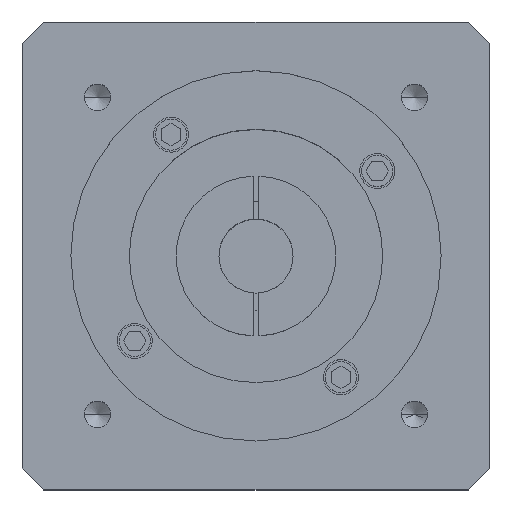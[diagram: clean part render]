
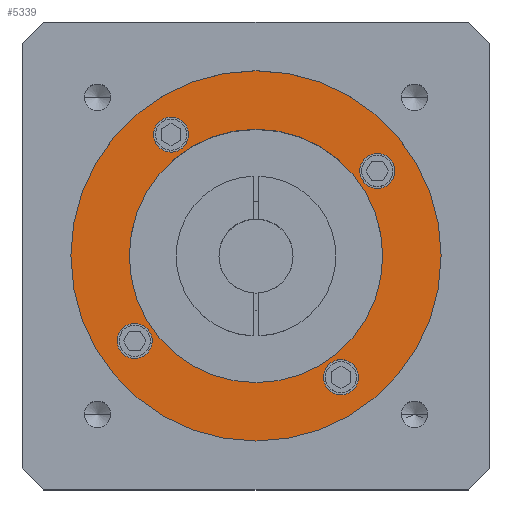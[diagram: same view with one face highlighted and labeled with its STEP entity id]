
A CAD part, top view. The second image highlights one B-rep face of the part: STEP entity #5339.
In plain terms, the highlighted planar face has unit normal (0, 0, 1).
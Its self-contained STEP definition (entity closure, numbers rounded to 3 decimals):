
#37 = CARTESIAN_POINT ( 'NONE',  ( 0., 0., 110.5 ) ) ;
#53 = EDGE_CURVE ( 'NONE', #10977, #6012, #2457, .T. ) ;
#437 = DIRECTION ( 'NONE',  ( 1., 0., 0. ) ) ;
#523 = DIRECTION ( 'NONE',  ( 0., 0., 1. ) ) ;
#524 = AXIS2_PLACEMENT_3D ( 'NONE', #1760, #523, #2757 ) ;
#654 = CARTESIAN_POINT ( 'NONE',  ( 0., 0., 110.5 ) ) ;
#787 = VERTEX_POINT ( 'NONE', #9889 ) ;
#901 = CARTESIAN_POINT ( 'NONE',  ( -32.5, 0., 110.5 ) ) ;
#926 = CARTESIAN_POINT ( 'NONE',  ( 21.796, -31.128, 110.5 ) ) ;
#933 = DIRECTION ( 'NONE',  ( 0., 0., 1. ) ) ;
#1112 = FACE_BOUND ( 'NONE', #4574, .T. ) ;
#1121 = EDGE_LOOP ( 'NONE', ( #8056, #5669 ) ) ;
#1249 = CARTESIAN_POINT ( 'NONE',  ( 17.296, -31.128, 110.5 ) ) ;
#1250 = CIRCLE ( 'NONE', #3937, 4.5 ) ;
#1285 = CIRCLE ( 'NONE', #8887, 4.5 ) ;
#1452 = ORIENTED_EDGE ( 'NONE', *, *, #1628, .F. ) ;
#1469 = ORIENTED_EDGE ( 'NONE', *, *, #53, .F. ) ;
#1494 = DIRECTION ( 'NONE',  ( 1., 0., 0. ) ) ;
#1578 = DIRECTION ( 'NONE',  ( 0., 0., 1. ) ) ;
#1628 = EDGE_CURVE ( 'NONE', #11021, #9172, #8994, .T. ) ;
#1760 = CARTESIAN_POINT ( 'NONE',  ( 31.128, 21.796, 110.5 ) ) ;
#1783 = DIRECTION ( 'NONE',  ( 1., 0., 0. ) ) ;
#1837 = EDGE_LOOP ( 'NONE', ( #9681, #9627 ) ) ;
#1852 = EDGE_LOOP ( 'NONE', ( #7739, #7551 ) ) ;
#1876 = CARTESIAN_POINT ( 'NONE',  ( 0., 0., 110.5 ) ) ;
#2026 = CARTESIAN_POINT ( 'NONE',  ( -21.796, 31.128, 110.5 ) ) ;
#2105 = DIRECTION ( 'NONE',  ( 0., 0., 1. ) ) ;
#2167 = EDGE_CURVE ( 'NONE', #2772, #2904, #4546, .T. ) ;
#2241 = DIRECTION ( 'NONE',  ( 0., 0., 1. ) ) ;
#2264 = DIRECTION ( 'NONE',  ( 0., 0., 1. ) ) ;
#2348 = EDGE_CURVE ( 'NONE', #787, #3737, #4671, .T. ) ;
#2457 = CIRCLE ( 'NONE', #6278, 4.5 ) ;
#2463 = EDGE_CURVE ( 'NONE', #6332, #3513, #1285, .T. ) ;
#2528 = AXIS2_PLACEMENT_3D ( 'NONE', #10758, #5615, #437 ) ;
#2628 = EDGE_CURVE ( 'NONE', #5999, #3816, #3454, .T. ) ;
#2633 = CIRCLE ( 'NONE', #5126, 32.5 ) ;
#2738 = AXIS2_PLACEMENT_3D ( 'NONE', #9016, #2105, #8144 ) ;
#2757 = DIRECTION ( 'NONE',  ( 1., 0., 0. ) ) ;
#2758 = DIRECTION ( 'NONE',  ( 1., 0., 0. ) ) ;
#2772 = VERTEX_POINT ( 'NONE', #5888 ) ;
#2883 = EDGE_CURVE ( 'NONE', #6012, #10977, #6281, .T. ) ;
#2884 = CARTESIAN_POINT ( 'NONE',  ( -35.628, -21.796, 110.5 ) ) ;
#2904 = VERTEX_POINT ( 'NONE', #5226 ) ;
#2908 = DIRECTION ( 'NONE',  ( 1., 0., 0. ) ) ;
#3126 = CARTESIAN_POINT ( 'NONE',  ( 35.628, 21.796, 110.5 ) ) ;
#3246 = CARTESIAN_POINT ( 'NONE',  ( -26.628, -21.796, 110.5 ) ) ;
#3412 = AXIS2_PLACEMENT_3D ( 'NONE', #926, #6961, #1783 ) ;
#3454 = CIRCLE ( 'NONE', #4630, 32.5 ) ;
#3489 = DIRECTION ( 'NONE',  ( 0., 0., 1. ) ) ;
#3513 = VERTEX_POINT ( 'NONE', #1249 ) ;
#3737 = VERTEX_POINT ( 'NONE', #11118 ) ;
#3816 = VERTEX_POINT ( 'NONE', #901 ) ;
#3937 = AXIS2_PLACEMENT_3D ( 'NONE', #2026, #8085, #2908 ) ;
#4066 = AXIS2_PLACEMENT_3D ( 'NONE', #654, #6662, #1494 ) ;
#4143 = EDGE_CURVE ( 'NONE', #9172, #11021, #6037, .T. ) ;
#4194 = EDGE_CURVE ( 'NONE', #3737, #787, #4947, .T. ) ;
#4519 = CARTESIAN_POINT ( 'NONE',  ( 26.296, -31.128, 110.5 ) ) ;
#4546 = CIRCLE ( 'NONE', #2738, 4.5 ) ;
#4574 = EDGE_LOOP ( 'NONE', ( #4839, #1469 ) ) ;
#4630 = AXIS2_PLACEMENT_3D ( 'NONE', #7428, #2241, #8281 ) ;
#4671 = CIRCLE ( 'NONE', #2528, 47.5 ) ;
#4735 = AXIS2_PLACEMENT_3D ( 'NONE', #37, #933, #6972 ) ;
#4756 = CIRCLE ( 'NONE', #3412, 4.5 ) ;
#4839 = ORIENTED_EDGE ( 'NONE', *, *, #2883, .F. ) ;
#4923 = CARTESIAN_POINT ( 'NONE',  ( 21.796, -31.128, 110.5 ) ) ;
#4947 = CIRCLE ( 'NONE', #4066, 47.5 ) ;
#4951 = CARTESIAN_POINT ( 'NONE',  ( 32.5, 0., 110.5 ) ) ;
#5126 = AXIS2_PLACEMENT_3D ( 'NONE', #1876, #7945, #2758 ) ;
#5226 = CARTESIAN_POINT ( 'NONE',  ( -26.296, 31.128, 110.5 ) ) ;
#5339 = ADVANCED_FACE ( 'NONE', ( #10027, #1112, #5746, #7744, #5456, #8020 ), #6120, .T. ) ;
#5455 = EDGE_CURVE ( 'NONE', #2904, #2772, #1250, .T. ) ;
#5456 = FACE_BOUND ( 'NONE', #1837, .T. ) ;
#5555 = EDGE_LOOP ( 'NONE', ( #10764, #1452 ) ) ;
#5615 = DIRECTION ( 'NONE',  ( 0., 0., 1. ) ) ;
#5669 = ORIENTED_EDGE ( 'NONE', *, *, #9495, .F. ) ;
#5746 = FACE_BOUND ( 'NONE', #1121, .T. ) ;
#5814 = DIRECTION ( 'NONE',  ( 1., 0., 0. ) ) ;
#5888 = CARTESIAN_POINT ( 'NONE',  ( -17.296, 31.128, 110.5 ) ) ;
#5999 = VERTEX_POINT ( 'NONE', #4951 ) ;
#6012 = VERTEX_POINT ( 'NONE', #3246 ) ;
#6037 = CIRCLE ( 'NONE', #9474, 4.5 ) ;
#6120 = PLANE ( 'NONE',  #4735 ) ;
#6278 = AXIS2_PLACEMENT_3D ( 'NONE', #7633, #1578, #6747 ) ;
#6281 = CIRCLE ( 'NONE', #8459, 4.5 ) ;
#6332 = VERTEX_POINT ( 'NONE', #4519 ) ;
#6662 = DIRECTION ( 'NONE',  ( 0., 0., 1. ) ) ;
#6747 = DIRECTION ( 'NONE',  ( 1., 0., 0. ) ) ;
#6936 = EDGE_CURVE ( 'NONE', #3816, #5999, #2633, .T. ) ;
#6961 = DIRECTION ( 'NONE',  ( 0., 0., 1. ) ) ;
#6972 = DIRECTION ( 'NONE',  ( 1., 0., 0. ) ) ;
#7127 = ORIENTED_EDGE ( 'NONE', *, *, #5455, .F. ) ;
#7428 = CARTESIAN_POINT ( 'NONE',  ( 0., 0., 110.5 ) ) ;
#7442 = CARTESIAN_POINT ( 'NONE',  ( 31.128, 21.796, 110.5 ) ) ;
#7551 = ORIENTED_EDGE ( 'NONE', *, *, #4194, .T. ) ;
#7633 = CARTESIAN_POINT ( 'NONE',  ( -31.128, -21.796, 110.5 ) ) ;
#7718 = ORIENTED_EDGE ( 'NONE', *, *, #2167, .F. ) ;
#7739 = ORIENTED_EDGE ( 'NONE', *, *, #2348, .T. ) ;
#7744 = FACE_BOUND ( 'NONE', #7952, .T. ) ;
#7945 = DIRECTION ( 'NONE',  ( 0., 0., 1. ) ) ;
#7952 = EDGE_LOOP ( 'NONE', ( #7718, #7127 ) ) ;
#8020 = FACE_OUTER_BOUND ( 'NONE', #1852, .T. ) ;
#8056 = ORIENTED_EDGE ( 'NONE', *, *, #2463, .F. ) ;
#8085 = DIRECTION ( 'NONE',  ( 0., 0., 1. ) ) ;
#8144 = DIRECTION ( 'NONE',  ( 1., 0., 0. ) ) ;
#8281 = DIRECTION ( 'NONE',  ( 1., 0., 0. ) ) ;
#8299 = DIRECTION ( 'NONE',  ( 1., 0., 0. ) ) ;
#8459 = AXIS2_PLACEMENT_3D ( 'NONE', #8641, #3489, #9503 ) ;
#8641 = CARTESIAN_POINT ( 'NONE',  ( -31.128, -21.796, 110.5 ) ) ;
#8887 = AXIS2_PLACEMENT_3D ( 'NONE', #4923, #10937, #5814 ) ;
#8986 = CARTESIAN_POINT ( 'NONE',  ( 26.628, 21.796, 110.5 ) ) ;
#8994 = CIRCLE ( 'NONE', #524, 4.5 ) ;
#9016 = CARTESIAN_POINT ( 'NONE',  ( -21.796, 31.128, 110.5 ) ) ;
#9172 = VERTEX_POINT ( 'NONE', #3126 ) ;
#9474 = AXIS2_PLACEMENT_3D ( 'NONE', #7442, #2264, #8299 ) ;
#9495 = EDGE_CURVE ( 'NONE', #3513, #6332, #4756, .T. ) ;
#9503 = DIRECTION ( 'NONE',  ( 1., 0., 0. ) ) ;
#9627 = ORIENTED_EDGE ( 'NONE', *, *, #6936, .F. ) ;
#9681 = ORIENTED_EDGE ( 'NONE', *, *, #2628, .F. ) ;
#9889 = CARTESIAN_POINT ( 'NONE',  ( 47.5, 0., 110.5 ) ) ;
#10027 = FACE_BOUND ( 'NONE', #5555, .T. ) ;
#10758 = CARTESIAN_POINT ( 'NONE',  ( 0., 0., 110.5 ) ) ;
#10764 = ORIENTED_EDGE ( 'NONE', *, *, #4143, .F. ) ;
#10937 = DIRECTION ( 'NONE',  ( 0., 0., 1. ) ) ;
#10977 = VERTEX_POINT ( 'NONE', #2884 ) ;
#11021 = VERTEX_POINT ( 'NONE', #8986 ) ;
#11118 = CARTESIAN_POINT ( 'NONE',  ( -47.5, 0., 110.5 ) ) ;
